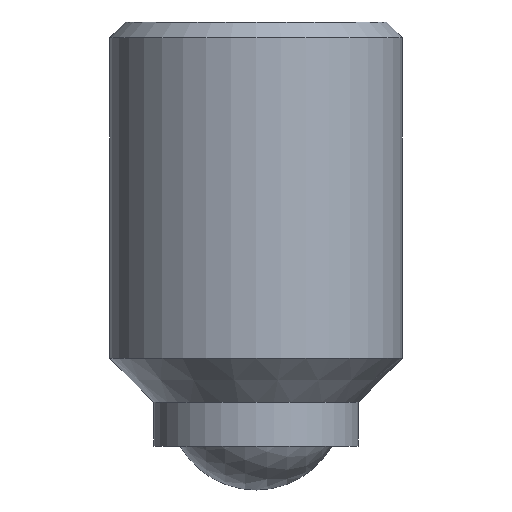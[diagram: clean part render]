
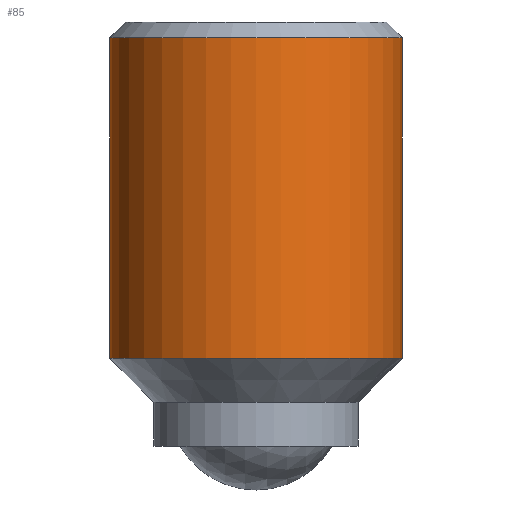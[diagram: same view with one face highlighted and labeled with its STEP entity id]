
A CAD part, front view. The second image highlights one B-rep face of the part: STEP entity #85.
In plain terms, the highlighted cylindrical face has radius 2.5 mm (diameter 5 mm), a partial arc.
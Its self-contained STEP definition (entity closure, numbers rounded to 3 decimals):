
#85=ADVANCED_FACE('',(#163),#164,.T.);
#163=FACE_OUTER_BOUND('',#237,.T.);
#164=CYLINDRICAL_SURFACE('',#238,2.5);
#237=EDGE_LOOP('',(#382,#383,#384,#385));
#238=AXIS2_PLACEMENT_3D('',#386,#387,#388);
#382=ORIENTED_EDGE('',*,*,#417,.T.);
#383=ORIENTED_EDGE('',*,*,#465,.F.);
#384=ORIENTED_EDGE('',*,*,#419,.T.);
#385=ORIENTED_EDGE('',*,*,#463,.T.);
#386=CARTESIAN_POINT('',(0.0,0.0,-3.01));
#387=DIRECTION('',(0.0,0.0,1.0));
#388=DIRECTION('',(1.0,0.0,0.0));
#417=EDGE_CURVE('',#482,#473,#483,.T.);
#419=EDGE_CURVE('',#476,#484,#486,.T.);
#463=EDGE_CURVE('',#484,#482,#547,.T.);
#465=EDGE_CURVE('',#476,#473,#549,.T.);
#473=VERTEX_POINT('',#560);
#476=VERTEX_POINT('',#564);
#482=VERTEX_POINT('',#571);
#483=LINE('',#572,#573);
#484=VERTEX_POINT('',#574);
#486=LINE('',#576,#577);
#547=CIRCLE('',#710,2.5);
#549=CIRCLE('',#712,2.5);
#560=CARTESIAN_POINT('',(2.5,0.0,-0.271));
#564=CARTESIAN_POINT('',(-2.5,0.,-0.271));
#571=CARTESIAN_POINT('',(2.5,0.0,-5.75));
#572=CARTESIAN_POINT('',(2.5,0.,-3.01));
#573=VECTOR('',#730,1.0);
#574=CARTESIAN_POINT('',(-2.5,0.,-5.75));
#576=CARTESIAN_POINT('',(-2.5,0.,-3.01));
#577=VECTOR('',#734,1.0);
#710=AXIS2_PLACEMENT_3D('',#768,#769,#770);
#712=AXIS2_PLACEMENT_3D('',#771,#772,#773);
#730=DIRECTION('',(0.0,0.0,1.0));
#734=DIRECTION('',(-0.0,-0.0,-1.0));
#768=CARTESIAN_POINT('',(0.0,0.0,-5.75));
#769=DIRECTION('',(0.0,0.0,1.0));
#770=DIRECTION('',(1.0,0.0,0.0));
#771=CARTESIAN_POINT('',(0.0,0.0,-0.271));
#772=DIRECTION('',(0.0,0.0,1.0));
#773=DIRECTION('',(1.0,0.0,0.0));
